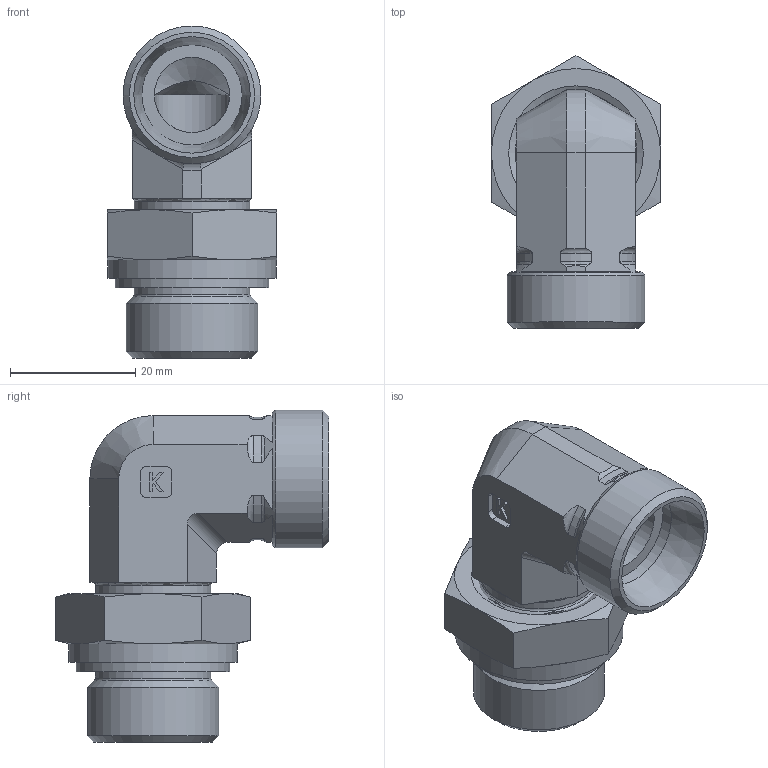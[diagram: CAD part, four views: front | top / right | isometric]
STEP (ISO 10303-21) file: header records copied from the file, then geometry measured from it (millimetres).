
FILE_DESCRIPTION((''),'2;1');
FILE_NAME('6721222016.stp','2015-07-17T15:06:40',(''),('KNOMI spol. s r. o.'),'Autodesk Inventor 2012','Autodesk Inventor 2012','');
FILE_SCHEMA(('AUTOMOTIVE_DESIGN { 1 2 10303 214 0 1 1 1 }'));
Length unit declared in the file: millimetre
Products named in the file (4): ÚPS G1/2/M22K 16 JS13 op. Výkovek; 679 1222 16; 679 5 120; 6017002333
Assembly tree (3 placements, depth 2):
  ÚPS G1/2/M22K 16 JS13 op. Výkovek
    679 1222 16
    679 5 120
    6017002333
Bounding box: 27 x 43.59 x 53 mm (x, y, z)
Volume: 17463.4 mm3; surface area: 10806.5 mm2
Topology: 3 solids, 3 shells, 151 faces, 371 edges, 236 vertices
Faces by surface type: plane 75, cone 28, cylinder 27, torus 21
Full cylindrical faces by diameter (mm): 12 x2, 16 x1, 18.4 x2, 18.631 x1, 19 x1, 20.955 x2, 22 x1, 24 x1, 24.5 x1, 26.9 x1
Entity records: 4664 total; most frequent: CARTESIAN_POINT 1105, DIRECTION 676, ORIENTED_EDGE 668, EDGE_CURVE 334, AXIS2_PLACEMENT_3D 269, VERTEX_POINT 228, EDGE_LOOP 196, FACE_OUTER_BOUND 151
